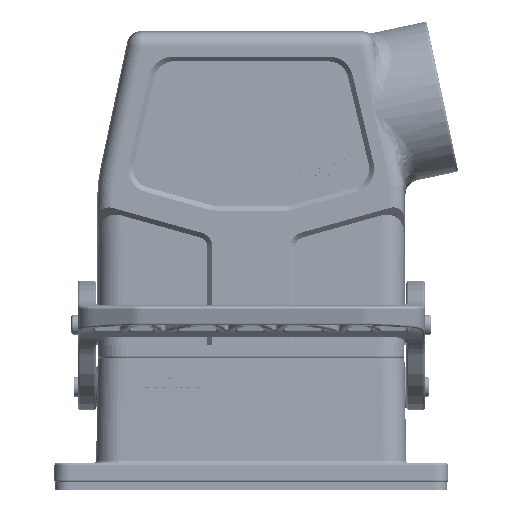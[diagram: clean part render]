
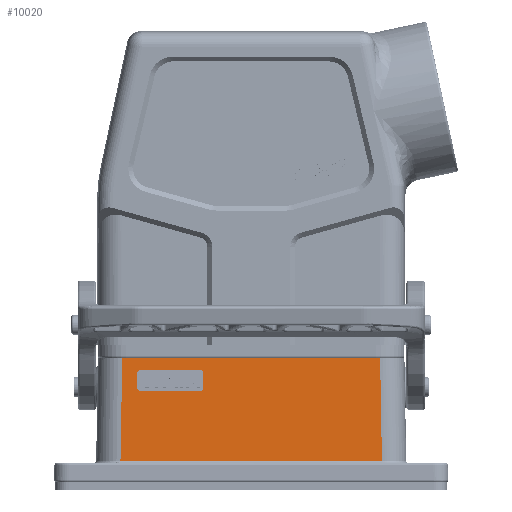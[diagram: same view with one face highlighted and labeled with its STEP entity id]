
A CAD part, top view. The second image highlights one B-rep face of the part: STEP entity #10020.
In plain terms, the highlighted planar face has unit normal (0, 0.018, 1).
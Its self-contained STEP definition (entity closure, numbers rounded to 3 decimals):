
#3649=FACE_BOUND('',#24521,.T.);
#3650=FACE_BOUND('',#24522,.T.);
#4793=PLANE('',#128497);
#10020=ADVANCED_FACE('',(#3649,#3650),#4793,.T.);
#24521=EDGE_LOOP('',(#38679,#38680,#38681,#38682,#38683,#38684,#38685,#38686));
#24522=EDGE_LOOP('',(#38687,#38688,#38689,#38690));
#31146=CIRCLE('',#128366,0.8);
#31147=CIRCLE('',#128369,0.8);
#31148=CIRCLE('',#128372,0.8);
#31149=CIRCLE('',#128375,0.8);
#38679=ORIENTED_EDGE('',*,*,#84808,.F.);
#38680=ORIENTED_EDGE('',*,*,#84806,.F.);
#38681=ORIENTED_EDGE('',*,*,#84804,.F.);
#38682=ORIENTED_EDGE('',*,*,#84802,.F.);
#38683=ORIENTED_EDGE('',*,*,#84800,.F.);
#38684=ORIENTED_EDGE('',*,*,#84798,.F.);
#38685=ORIENTED_EDGE('',*,*,#84796,.F.);
#38686=ORIENTED_EDGE('',*,*,#84809,.F.);
#38687=ORIENTED_EDGE('',*,*,#85018,.F.);
#38688=ORIENTED_EDGE('',*,*,#85006,.T.);
#38689=ORIENTED_EDGE('',*,*,#85019,.F.);
#38690=ORIENTED_EDGE('',*,*,#85017,.T.);
#71984=VERTEX_POINT('',#179955);
#71985=VERTEX_POINT('',#179957);
#71986=VERTEX_POINT('',#179961);
#71987=VERTEX_POINT('',#179965);
#71988=VERTEX_POINT('',#179969);
#71989=VERTEX_POINT('',#179973);
#71990=VERTEX_POINT('',#179977);
#71991=VERTEX_POINT('',#179981);
#72120=VERTEX_POINT('',#180673);
#72121=VERTEX_POINT('',#180674);
#72128=VERTEX_POINT('',#180748);
#72131=VERTEX_POINT('',#180756);
#84796=EDGE_CURVE('',#71985,#71984,#102010,.T.);
#84798=EDGE_CURVE('',#71984,#71986,#31146,.T.);
#84800=EDGE_CURVE('',#71986,#71987,#102013,.T.);
#84802=EDGE_CURVE('',#71987,#71988,#31147,.T.);
#84804=EDGE_CURVE('',#71988,#71989,#102016,.T.);
#84806=EDGE_CURVE('',#71989,#71990,#31148,.T.);
#84808=EDGE_CURVE('',#71990,#71991,#102019,.T.);
#84809=EDGE_CURVE('',#71991,#71985,#31149,.T.);
#85006=EDGE_CURVE('',#72120,#72121,#102116,.T.);
#85017=EDGE_CURVE('',#72128,#72131,#102121,.T.);
#85018=EDGE_CURVE('',#72120,#72131,#102122,.T.);
#85019=EDGE_CURVE('',#72128,#72121,#102123,.T.);
#102010=LINE('',#179958,#115143);
#102013=LINE('',#179966,#115146);
#102016=LINE('',#179974,#115149);
#102019=LINE('',#179982,#115152);
#102116=LINE('',#180672,#115249);
#102121=LINE('',#180757,#115254);
#102122=LINE('',#180759,#115255);
#102123=LINE('',#180760,#115256);
#115143=VECTOR('',#140179,1.);
#115146=VECTOR('',#140188,1.);
#115149=VECTOR('',#140197,1.);
#115152=VECTOR('',#140206,1.);
#115249=VECTOR('',#140545,1.);
#115254=VECTOR('',#140552,1.);
#115255=VECTOR('',#140555,1.);
#115256=VECTOR('',#140556,1.);
#128366=AXIS2_PLACEMENT_3D('',#179962,#140183,#140184);
#128369=AXIS2_PLACEMENT_3D('',#179970,#140192,#140193);
#128372=AXIS2_PLACEMENT_3D('',#179978,#140201,#140202);
#128375=AXIS2_PLACEMENT_3D('',#179984,#140209,#140210);
#128497=AXIS2_PLACEMENT_3D('',#180761,#140557,#140558);
#140179=DIRECTION('',(-1.,0.,0.));
#140183=DIRECTION('',(0.,0.017,1.));
#140184=DIRECTION('',(0.,1.,-0.017));
#140188=DIRECTION('',(0.,-1.,0.017));
#140192=DIRECTION('',(0.,0.017,1.));
#140193=DIRECTION('',(-1.,0.,0.));
#140197=DIRECTION('',(1.,0.,0.));
#140201=DIRECTION('',(0.,0.017,1.));
#140202=DIRECTION('',(0.,-1.,0.017));
#140206=DIRECTION('',(0.,1.,-0.017));
#140209=DIRECTION('',(0.,0.017,1.));
#140210=DIRECTION('',(1.,0.,0.));
#140545=DIRECTION('',(-1.,0.,0.));
#140552=DIRECTION('',(1.,0.,0.));
#140555=DIRECTION('',(0.017,-1.,0.017));
#140556=DIRECTION('',(0.017,1.,-0.017));
#140557=DIRECTION('',(0.,0.017,1.));
#140558=DIRECTION('',(1.,0.,0.));
#179955=CARTESIAN_POINT('',(-18.951,-30.263,-41.089));
#179957=CARTESIAN_POINT('',(-6.943,-30.263,-41.089));
#179958=CARTESIAN_POINT('',(-6.943,-30.263,-41.089));
#179961=CARTESIAN_POINT('',(-19.751,-31.063,-41.075));
#179962=CARTESIAN_POINT('',(-18.951,-31.063,-41.075));
#179965=CARTESIAN_POINT('',(-19.751,-33.863,-41.026));
#179966=CARTESIAN_POINT('',(-19.751,-31.063,-41.075));
#179969=CARTESIAN_POINT('',(-18.951,-34.663,-41.012));
#179970=CARTESIAN_POINT('',(-18.951,-33.863,-41.026));
#179973=CARTESIAN_POINT('',(-6.943,-34.663,-41.012));
#179974=CARTESIAN_POINT('',(-18.951,-34.663,-41.012));
#179977=CARTESIAN_POINT('',(-6.143,-33.863,-41.026));
#179978=CARTESIAN_POINT('',(-6.943,-33.863,-41.026));
#179981=CARTESIAN_POINT('',(-6.143,-31.063,-41.075));
#179982=CARTESIAN_POINT('',(-6.143,-33.863,-41.026));
#179984=CARTESIAN_POINT('',(-6.943,-31.063,-41.075));
#180672=CARTESIAN_POINT('',(30.169,-27.889,-41.131));
#180673=CARTESIAN_POINT('',(30.169,-27.889,-41.131));
#180674=CARTESIAN_POINT('',(-22.832,-27.889,-41.131));
#180748=CARTESIAN_POINT('',(-23.199,-48.898,-40.764));
#180756=CARTESIAN_POINT('',(30.536,-48.897,-40.764));
#180757=CARTESIAN_POINT('',(-23.199,-48.898,-40.764));
#180759=CARTESIAN_POINT('',(30.169,-27.889,-41.131));
#180760=CARTESIAN_POINT('',(-23.199,-48.898,-40.764));
#180761=CARTESIAN_POINT('',(45.245,-27.889,-41.131));
